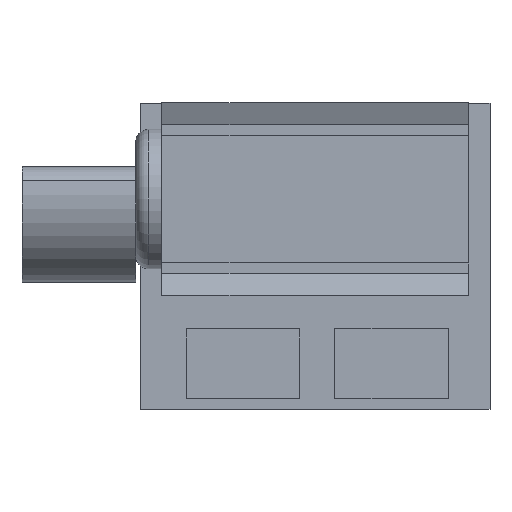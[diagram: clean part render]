
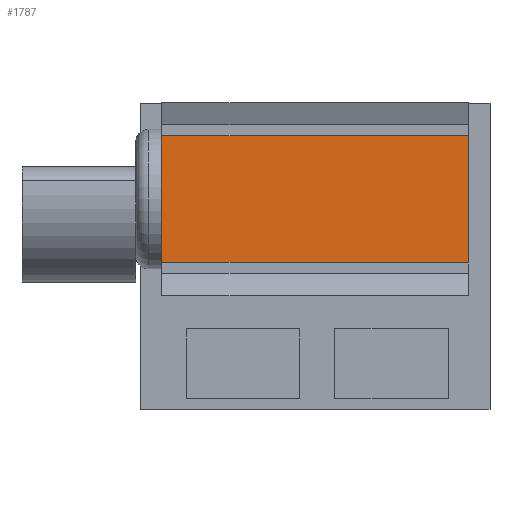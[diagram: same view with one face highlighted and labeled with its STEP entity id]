
A CAD part, top view. The second image highlights one B-rep face of the part: STEP entity #1787.
In plain terms, the highlighted planar face has unit normal (0, 0, 1).
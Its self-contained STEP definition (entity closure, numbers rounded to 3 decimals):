
#448 = PLANE('',#449);
#449 = AXIS2_PLACEMENT_3D('',#450,#451,#452);
#450 = CARTESIAN_POINT('',(3.5,-0.9,0.3));
#451 = DIRECTION('',(-1.,0.,0.));
#452 = DIRECTION('',(0.,1.,0.));
#502 = PLANE('',#503);
#503 = AXIS2_PLACEMENT_3D('',#504,#505,#506);
#504 = CARTESIAN_POINT('',(-3.5,3.5,0.3));
#505 = DIRECTION('',(1.,0.,0.));
#506 = DIRECTION('',(0.,-1.,0.));
#674 = VERTEX_POINT('',#675);
#675 = CARTESIAN_POINT('',(-3.5,2.747,3.7));
#694 = CYLINDRICAL_SURFACE('',#695,3.253);
#695 = AXIS2_PLACEMENT_3D('',#696,#697,#698);
#696 = CARTESIAN_POINT('',(-6.5,-0.021,1.993));
#697 = DIRECTION('',(-1.,-0.,-0.));
#698 = DIRECTION('',(0.,1.,0.));
#706 = EDGE_CURVE('',#674,#707,#709,.T.);
#707 = VERTEX_POINT('',#708);
#708 = CARTESIAN_POINT('',(-3.5,-0.147,3.7));
#709 = SURFACE_CURVE('',#710,(#714,#721),.PCURVE_S1.);
#710 = LINE('',#711,#712);
#711 = CARTESIAN_POINT('',(-3.5,3.5,3.7));
#712 = VECTOR('',#713,1.);
#713 = DIRECTION('',(0.,-1.,0.));
#714 = PCURVE('',#502,#715);
#715 = DEFINITIONAL_REPRESENTATION('',(#716),#720);
#716 = LINE('',#717,#718);
#717 = CARTESIAN_POINT('',(0.,-3.4));
#718 = VECTOR('',#719,1.);
#719 = DIRECTION('',(1.,0.));
#720 = ( GEOMETRIC_REPRESENTATION_CONTEXT(2) 
PARAMETRIC_REPRESENTATION_CONTEXT() REPRESENTATION_CONTEXT('2D SPACE',''
  ) );
#721 = PCURVE('',#722,#727);
#722 = PLANE('',#723);
#723 = AXIS2_PLACEMENT_3D('',#724,#725,#726);
#724 = CARTESIAN_POINT('',(0.,1.3,3.7));
#725 = DIRECTION('',(0.,0.,1.));
#726 = DIRECTION('',(1.,0.,0.));
#727 = DEFINITIONAL_REPRESENTATION('',(#728),#732);
#728 = LINE('',#729,#730);
#729 = CARTESIAN_POINT('',(-3.5,2.2));
#730 = VECTOR('',#731,1.);
#731 = DIRECTION('',(0.,-1.));
#732 = ( GEOMETRIC_REPRESENTATION_CONTEXT(2) 
PARAMETRIC_REPRESENTATION_CONTEXT() REPRESENTATION_CONTEXT('2D SPACE',''
  ) );
#755 = CYLINDRICAL_SURFACE('',#756,3.253);
#756 = AXIS2_PLACEMENT_3D('',#757,#758,#759);
#757 = CARTESIAN_POINT('',(-6.5,2.621,1.993));
#758 = DIRECTION('',(-1.,-0.,-0.));
#759 = DIRECTION('',(0.,1.,0.));
#1262 = VERTEX_POINT('',#1263);
#1263 = CARTESIAN_POINT('',(3.5,-0.147,3.7));
#1289 = EDGE_CURVE('',#1262,#1290,#1292,.T.);
#1290 = VERTEX_POINT('',#1291);
#1291 = CARTESIAN_POINT('',(3.5,2.747,3.7));
#1292 = SURFACE_CURVE('',#1293,(#1297,#1304),.PCURVE_S1.);
#1293 = LINE('',#1294,#1295);
#1294 = CARTESIAN_POINT('',(3.5,-0.9,3.7));
#1295 = VECTOR('',#1296,1.);
#1296 = DIRECTION('',(0.,1.,0.));
#1297 = PCURVE('',#448,#1298);
#1298 = DEFINITIONAL_REPRESENTATION('',(#1299),#1303);
#1299 = LINE('',#1300,#1301);
#1300 = CARTESIAN_POINT('',(0.,-3.4));
#1301 = VECTOR('',#1302,1.);
#1302 = DIRECTION('',(1.,0.));
#1303 = ( GEOMETRIC_REPRESENTATION_CONTEXT(2) 
PARAMETRIC_REPRESENTATION_CONTEXT() REPRESENTATION_CONTEXT('2D SPACE',''
  ) );
#1304 = PCURVE('',#722,#1305);
#1305 = DEFINITIONAL_REPRESENTATION('',(#1306),#1310);
#1306 = LINE('',#1307,#1308);
#1307 = CARTESIAN_POINT('',(3.5,-2.2));
#1308 = VECTOR('',#1309,1.);
#1309 = DIRECTION('',(0.,1.));
#1310 = ( GEOMETRIC_REPRESENTATION_CONTEXT(2) 
PARAMETRIC_REPRESENTATION_CONTEXT() REPRESENTATION_CONTEXT('2D SPACE',''
  ) );
#1766 = EDGE_CURVE('',#1262,#707,#1767,.T.);
#1767 = SURFACE_CURVE('',#1768,(#1772,#1778),.PCURVE_S1.);
#1768 = LINE('',#1769,#1770);
#1769 = CARTESIAN_POINT('',(-6.5,-0.147,3.7));
#1770 = VECTOR('',#1771,1.);
#1771 = DIRECTION('',(-1.,-0.,-0.));
#1772 = PCURVE('',#755,#1773);
#1773 = DEFINITIONAL_REPRESENTATION('',(#1774),#1777);
#1774 = B_SPLINE_CURVE_WITH_KNOTS('',1,(#1775,#1776),.UNSPECIFIED.,.F.,
  .F.,(2,2),(-10.,-2.3),.PIECEWISE_BEZIER_KNOTS.);
#1775 = CARTESIAN_POINT('',(-2.589,-10.));
#1776 = CARTESIAN_POINT('',(-2.589,-2.3));
#1777 = ( GEOMETRIC_REPRESENTATION_CONTEXT(2) 
PARAMETRIC_REPRESENTATION_CONTEXT() REPRESENTATION_CONTEXT('2D SPACE',''
  ) );
#1778 = PCURVE('',#722,#1779);
#1779 = DEFINITIONAL_REPRESENTATION('',(#1780),#1783);
#1780 = B_SPLINE_CURVE_WITH_KNOTS('',1,(#1781,#1782),.UNSPECIFIED.,.F.,
  .F.,(2,2),(-10.,-2.3),.PIECEWISE_BEZIER_KNOTS.);
#1781 = CARTESIAN_POINT('',(3.5,-1.447));
#1782 = CARTESIAN_POINT('',(-4.2,-1.447));
#1783 = ( GEOMETRIC_REPRESENTATION_CONTEXT(2) 
PARAMETRIC_REPRESENTATION_CONTEXT() REPRESENTATION_CONTEXT('2D SPACE',''
  ) );
#1787 = ADVANCED_FACE('',(#1788),#722,.T.);
#1788 = FACE_BOUND('',#1789,.T.);
#1789 = EDGE_LOOP('',(#1790,#1791,#1792,#1811));
#1790 = ORIENTED_EDGE('',*,*,#1766,.F.);
#1791 = ORIENTED_EDGE('',*,*,#1289,.T.);
#1792 = ORIENTED_EDGE('',*,*,#1793,.T.);
#1793 = EDGE_CURVE('',#1290,#674,#1794,.T.);
#1794 = SURFACE_CURVE('',#1795,(#1799,#1805),.PCURVE_S1.);
#1795 = LINE('',#1796,#1797);
#1796 = CARTESIAN_POINT('',(-6.5,2.747,3.7));
#1797 = VECTOR('',#1798,1.);
#1798 = DIRECTION('',(-1.,-0.,-0.));
#1799 = PCURVE('',#722,#1800);
#1800 = DEFINITIONAL_REPRESENTATION('',(#1801),#1804);
#1801 = B_SPLINE_CURVE_WITH_KNOTS('',1,(#1802,#1803),.UNSPECIFIED.,.F.,
  .F.,(2,2),(-10.,-2.3),.PIECEWISE_BEZIER_KNOTS.);
#1802 = CARTESIAN_POINT('',(3.5,1.447));
#1803 = CARTESIAN_POINT('',(-4.2,1.447));
#1804 = ( GEOMETRIC_REPRESENTATION_CONTEXT(2) 
PARAMETRIC_REPRESENTATION_CONTEXT() REPRESENTATION_CONTEXT('2D SPACE',''
  ) );
#1805 = PCURVE('',#694,#1806);
#1806 = DEFINITIONAL_REPRESENTATION('',(#1807),#1810);
#1807 = B_SPLINE_CURVE_WITH_KNOTS('',1,(#1808,#1809),.UNSPECIFIED.,.F.,
  .F.,(2,2),(-10.,-2.3),.PIECEWISE_BEZIER_KNOTS.);
#1808 = CARTESIAN_POINT('',(-0.553,-10.));
#1809 = CARTESIAN_POINT('',(-0.553,-2.3));
#1810 = ( GEOMETRIC_REPRESENTATION_CONTEXT(2) 
PARAMETRIC_REPRESENTATION_CONTEXT() REPRESENTATION_CONTEXT('2D SPACE',''
  ) );
#1811 = ORIENTED_EDGE('',*,*,#706,.T.);
